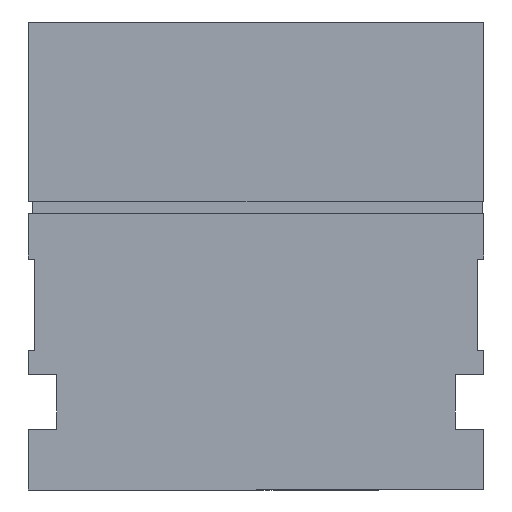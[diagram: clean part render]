
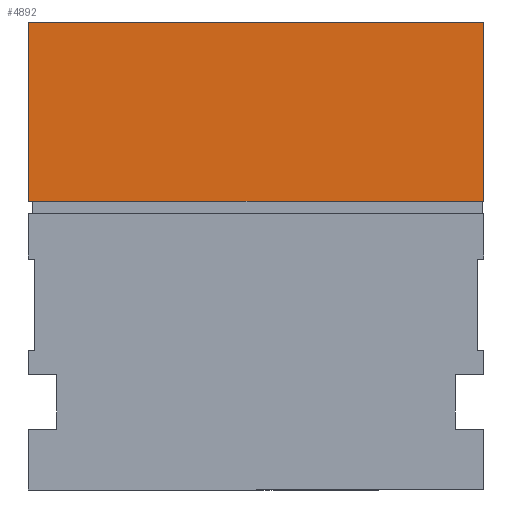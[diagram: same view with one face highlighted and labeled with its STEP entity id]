
A CAD part, front view. The second image highlights one B-rep face of the part: STEP entity #4892.
In plain terms, the highlighted face is planar.
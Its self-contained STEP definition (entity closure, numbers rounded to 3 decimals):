
#117 = ORIENTED_EDGE ( 'NONE', *, *, #4556, .T. ) ;
#267 = PLANE ( 'NONE',  #388 ) ;
#376 = ORIENTED_EDGE ( 'NONE', *, *, #3346, .F. ) ;
#388 = AXIS2_PLACEMENT_3D ( 'NONE', #4538, #1769, #3349 ) ;
#613 = CARTESIAN_POINT ( 'NONE',  ( -92.5, -75., 0. ) ) ;
#711 = CARTESIAN_POINT ( 'NONE',  ( -92.5, 75., 0. ) ) ;
#1023 = VERTEX_POINT ( 'NONE', #3274 ) ;
#1130 = DIRECTION ( 'NONE',  ( 0., 1., 0. ) ) ;
#1467 = EDGE_LOOP ( 'NONE', ( #117, #3477, #4166, #376 ) ) ;
#1476 = CARTESIAN_POINT ( 'NONE',  ( -92.5, 75., 59. ) ) ;
#1501 = VERTEX_POINT ( 'NONE', #1476 ) ;
#1769 = DIRECTION ( 'NONE',  ( 1., 0., 0. ) ) ;
#1982 = LINE ( 'NONE', #711, #5018 ) ;
#2012 = VERTEX_POINT ( 'NONE', #613 ) ;
#2715 = CARTESIAN_POINT ( 'NONE',  ( -92.5, -75., 59. ) ) ;
#3135 = FACE_OUTER_BOUND ( 'NONE', #1467, .T. ) ;
#3274 = CARTESIAN_POINT ( 'NONE',  ( -92.5, 75., 0. ) ) ;
#3346 = EDGE_CURVE ( 'NONE', #2012, #1023, #1982, .T. ) ;
#3349 = DIRECTION ( 'NONE',  ( 0., 0., -1. ) ) ;
#3362 = DIRECTION ( 'NONE',  ( 0., -1., 0. ) ) ;
#3477 = ORIENTED_EDGE ( 'NONE', *, *, #3872, .F. ) ;
#3575 = VECTOR ( 'NONE', #4347, 1000. ) ;
#3784 = DIRECTION ( 'NONE',  ( 0., 0., -1. ) ) ;
#3872 = EDGE_CURVE ( 'NONE', #1501, #4140, #4889, .T. ) ;
#4140 = VERTEX_POINT ( 'NONE', #2715 ) ;
#4153 = LINE ( 'NONE', #4433, #5006 ) ;
#4156 = CARTESIAN_POINT ( 'NONE',  ( -92.5, -75., 59. ) ) ;
#4166 = ORIENTED_EDGE ( 'NONE', *, *, #4793, .T. ) ;
#4343 = VECTOR ( 'NONE', #3362, 1000. ) ;
#4347 = DIRECTION ( 'NONE',  ( 0., 0., 1. ) ) ;
#4398 = LINE ( 'NONE', #4728, #3575 ) ;
#4433 = CARTESIAN_POINT ( 'NONE',  ( -92.5, 75., 59. ) ) ;
#4538 = CARTESIAN_POINT ( 'NONE',  ( -92.5, 75., 59. ) ) ;
#4556 = EDGE_CURVE ( 'NONE', #2012, #4140, #4398, .T. ) ;
#4728 = CARTESIAN_POINT ( 'NONE',  ( -92.5, -75., 59. ) ) ;
#4793 = EDGE_CURVE ( 'NONE', #1501, #1023, #4153, .T. ) ;
#4889 = LINE ( 'NONE', #4156, #4343 ) ;
#4892 = ADVANCED_FACE ( 'NONE', ( #3135 ), #267, .F. ) ;
#5006 = VECTOR ( 'NONE', #3784, 1000. ) ;
#5018 = VECTOR ( 'NONE', #1130, 1000. ) ;
